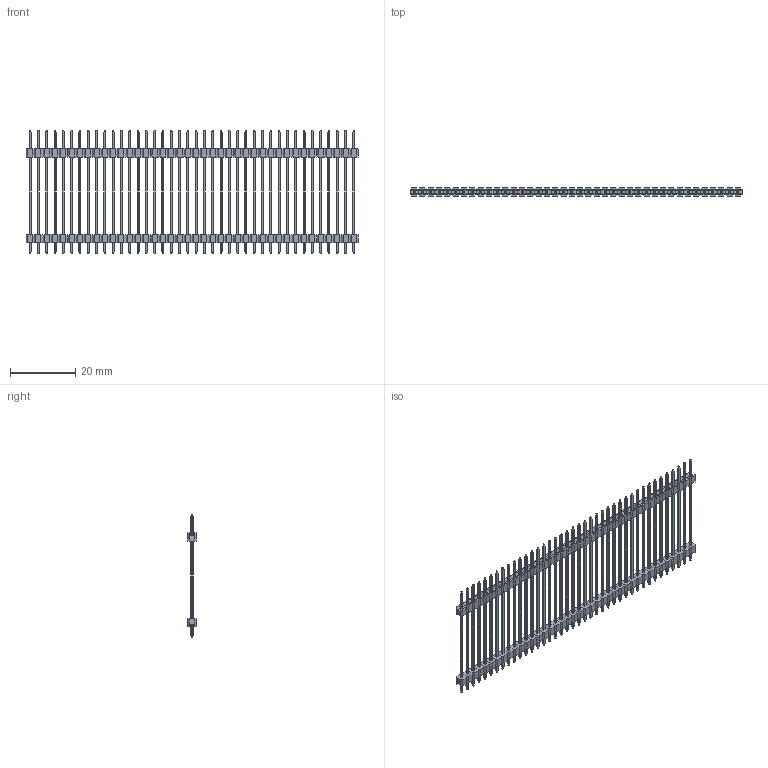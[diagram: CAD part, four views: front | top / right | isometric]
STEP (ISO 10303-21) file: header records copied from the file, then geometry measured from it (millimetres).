
FILE_DESCRIPTION(/* description */ (''),/* implementation_level */ '2;1');
FILE_NAME(/* name */ '40x Male Pim Header 37.80mm Pitch 2.54mm.stp',/* time_stamp */ '2019-10-22T07:55:02+02:00',/* author */ ('PCB-Tech'),/* organization */ (''),/* preprocessor_version */ 'ST-DEVELOPER v18',/* originating_system */ 'Autodesk Inventor 2020',/* authorisation */ '');
FILE_SCHEMA (('AUTOMOTIVE_DESIGN { 1 0 10303 214 3 1 1 }'));
Length unit declared in the file: millimetre
Products named in the file (3): 40x Male Pim Header 37.80mm Pitch 2.54mm; Male Pin 37.80mm; Insulator
Assembly tree (120 placements, depth 2):
  40x Male Pim Header 37.80mm Pitch 2.54mm
    Male Pin 37.80mm  x40
    Insulator  x80
Bounding box: 101.6 x 2.54 x 37.8 mm (x, y, z)
Volume: 1529.9 mm3; surface area: 6723.5 mm2
Topology: 120 solids, 120 shells, 3440 faces, 8640 edges, 5440 vertices
Faces by surface type: plane 3440
Entity records: 2870 total; most frequent: DIRECTION 530, CARTESIAN_POINT 439, ORIENTED_EDGE 312, AXIS2_PLACEMENT_3D 187, LINE 156, VECTOR 156, EDGE_CURVE 156, PRODUCT_DEFINITION_SHAPE 123
